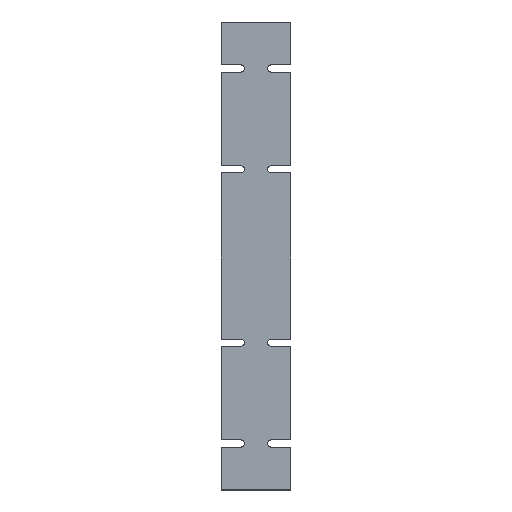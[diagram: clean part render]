
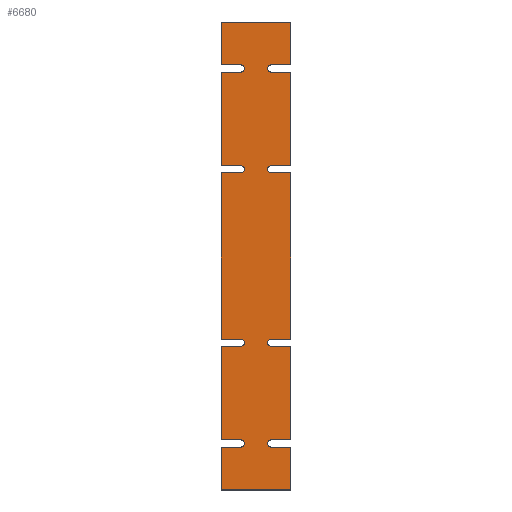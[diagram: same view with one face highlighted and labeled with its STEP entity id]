
A CAD part, top view. The second image highlights one B-rep face of the part: STEP entity #6680.
In plain terms, the highlighted planar face has unit normal (0, 0, 1).
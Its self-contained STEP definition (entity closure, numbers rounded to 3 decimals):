
#120=CARTESIAN_POINT('',(110.,-1324.,30.));
#130=VERTEX_POINT('',#120);
#160=CARTESIAN_POINT('',(250.,-1324.,30.));
#170=DIRECTION('',(-1.,0.,0.));
#180=VECTOR('',#170,1.);
#190=LINE('',#160,#180);
#200=CARTESIAN_POINT('',(250.,-1324.,30.));
#210=VERTEX_POINT('',#200);
#220=EDGE_CURVE('',#210,#130,#190,.T.);
#3550=CARTESIAN_POINT('',(250.,-651.,30.));
#3560=DIRECTION('',(0.,-1.,0.));
#3570=VECTOR('',#3560,1.);
#3580=LINE('',#3550,#3570);
#3590=CARTESIAN_POINT('',(250.,-651.,30.));
#3600=VERTEX_POINT('',#3590);
#3610=EDGE_CURVE('',#3600,#210,#3580,.T.);
#3810=CARTESIAN_POINT('',(-250.,-1685.,30.));
#3820=DIRECTION('',(0.,0.,1.));
#3830=DIRECTION('',(1.,0.,0.));
#3840=AXIS2_PLACEMENT_3D('',#3810,#3820,#3830);
#3850=PLANE('',#3840);
#3860=CARTESIAN_POINT('',(110.,-1376.,30.));
#3870=DIRECTION('',(1.,0.,0.));
#3880=VECTOR('',#3870,1.);
#3890=LINE('',#3860,#3880);
#3900=CARTESIAN_POINT('',(110.,-1376.,30.));
#3910=VERTEX_POINT('',#3900);
#3920=CARTESIAN_POINT('',(250.,-1376.,30.));
#3930=VERTEX_POINT('',#3920);
#3940=EDGE_CURVE('',#3910,#3930,#3890,.T.);
#3950=ORIENTED_EDGE('',*,*,#3940,.F.);
#3960=CARTESIAN_POINT('',(250.,-1376.,30.));
#3970=DIRECTION('',(0.,-1.,0.));
#3980=VECTOR('',#3970,1.);
#3990=LINE('',#3960,#3980);
#4000=CARTESIAN_POINT('',(250.,-1685.,30.));
#4010=VERTEX_POINT('',#4000);
#4020=EDGE_CURVE('',#3930,#4010,#3990,.T.);
#4030=ORIENTED_EDGE('',*,*,#4020,.F.);
#4040=CARTESIAN_POINT('',(250.,-1685.,30.));
#4050=DIRECTION('',(-1.,0.,0.));
#4060=VECTOR('',#4050,1.);
#4070=LINE('',#4040,#4060);
#4080=CARTESIAN_POINT('',(-250.,-1685.,30.));
#4090=VERTEX_POINT('',#4080);
#4100=EDGE_CURVE('',#4010,#4090,#4070,.T.);
#4110=ORIENTED_EDGE('',*,*,#4100,.F.);
#4120=CARTESIAN_POINT('',(-250.,-1685.,30.));
#4130=DIRECTION('',(0.,1.,0.));
#4140=VECTOR('',#4130,1.);
#4150=LINE('',#4120,#4140);
#4160=CARTESIAN_POINT('',(-250.,-1376.,30.));
#4170=VERTEX_POINT('',#4160);
#4180=EDGE_CURVE('',#4090,#4170,#4150,.T.);
#4190=ORIENTED_EDGE('',*,*,#4180,.F.);
#4200=CARTESIAN_POINT('',(-250.,-1376.,30.));
#4210=DIRECTION('',(1.,0.,0.));
#4220=VECTOR('',#4210,1.);
#4230=LINE('',#4200,#4220);
#4240=CARTESIAN_POINT('',(-110.,-1376.,30.));
#4250=VERTEX_POINT('',#4240);
#4260=EDGE_CURVE('',#4170,#4250,#4230,.T.);
#4270=ORIENTED_EDGE('',*,*,#4260,.F.);
#4280=CARTESIAN_POINT('',(-110.,-1350.,30.));
#4290=DIRECTION('',(0.,0.,-1.));
#4300=DIRECTION('',(0.,1.,0.));
#4310=AXIS2_PLACEMENT_3D('',#4280,#4290,#4300);
#4320=CIRCLE('',#4310,26.);
#4330=CARTESIAN_POINT('',(-110.,-1324.,30.));
#4340=VERTEX_POINT('',#4330);
#4350=EDGE_CURVE('',#4340,#4250,#4320,.T.);
#4360=ORIENTED_EDGE('',*,*,#4350,.T.);
#4370=CARTESIAN_POINT('',(-110.,-1324.,30.));
#4380=DIRECTION('',(-1.,0.,0.));
#4390=VECTOR('',#4380,1.);
#4400=LINE('',#4370,#4390);
#4410=CARTESIAN_POINT('',(-250.,-1324.,30.));
#4420=VERTEX_POINT('',#4410);
#4430=EDGE_CURVE('',#4340,#4420,#4400,.T.);
#4440=ORIENTED_EDGE('',*,*,#4430,.F.);
#4450=CARTESIAN_POINT('',(-250.,-1324.,30.));
#4460=DIRECTION('',(0.,1.,0.));
#4470=VECTOR('',#4460,1.);
#4480=LINE('',#4450,#4470);
#4490=CARTESIAN_POINT('',(-250.,-651.,30.));
#4500=VERTEX_POINT('',#4490);
#4510=EDGE_CURVE('',#4420,#4500,#4480,.T.);
#4520=ORIENTED_EDGE('',*,*,#4510,.F.);
#4530=CARTESIAN_POINT('',(-110.,-651.,30.));
#4540=DIRECTION('',(-1.,0.,0.));
#4550=VECTOR('',#4540,1.);
#4560=LINE('',#4530,#4550);
#4570=CARTESIAN_POINT('',(-110.,-651.,30.));
#4580=VERTEX_POINT('',#4570);
#4590=EDGE_CURVE('',#4580,#4500,#4560,.T.);
#4600=ORIENTED_EDGE('',*,*,#4590,.T.);
#4610=CARTESIAN_POINT('',(-110.,-625.,30.));
#4620=DIRECTION('',(0.,0.,-1.));
#4630=DIRECTION('',(0.,1.,0.));
#4640=AXIS2_PLACEMENT_3D('',#4610,#4620,#4630);
#4650=CIRCLE('',#4640,26.);
#4660=CARTESIAN_POINT('',(-110.,-599.,30.));
#4670=VERTEX_POINT('',#4660);
#4680=EDGE_CURVE('',#4670,#4580,#4650,.T.);
#4690=ORIENTED_EDGE('',*,*,#4680,.T.);
#4700=CARTESIAN_POINT('',(-250.,-599.,30.));
#4710=DIRECTION('',(1.,0.,0.));
#4720=VECTOR('',#4710,1.);
#4730=LINE('',#4700,#4720);
#4740=CARTESIAN_POINT('',(-250.,-599.,30.));
#4750=VERTEX_POINT('',#4740);
#4760=EDGE_CURVE('',#4750,#4670,#4730,.T.);
#4770=ORIENTED_EDGE('',*,*,#4760,.T.);
#4780=CARTESIAN_POINT('',(-250.,-599.,30.));
#4790=DIRECTION('',(0.,1.,0.));
#4800=VECTOR('',#4790,1.);
#4810=LINE('',#4780,#4800);
#4820=CARTESIAN_POINT('',(-250.,599.,30.));
#4830=VERTEX_POINT('',#4820);
#4840=EDGE_CURVE('',#4750,#4830,#4810,.T.);
#4850=ORIENTED_EDGE('',*,*,#4840,.F.);
#4860=CARTESIAN_POINT('',(-110.,599.,30.));
#4870=DIRECTION('',(-1.,0.,0.));
#4880=VECTOR('',#4870,1.);
#4890=LINE('',#4860,#4880);
#4900=CARTESIAN_POINT('',(-110.,599.,30.));
#4910=VERTEX_POINT('',#4900);
#4920=EDGE_CURVE('',#4910,#4830,#4890,.T.);
#4930=ORIENTED_EDGE('',*,*,#4920,.T.);
#4940=CARTESIAN_POINT('',(-110.,625.,30.));
#4950=DIRECTION('',(0.,0.,-1.));
#4960=DIRECTION('',(0.,1.,0.));
#4970=AXIS2_PLACEMENT_3D('',#4940,#4950,#4960);
#4980=CIRCLE('',#4970,26.);
#4990=CARTESIAN_POINT('',(-110.,651.,30.));
#5000=VERTEX_POINT('',#4990);
#5010=EDGE_CURVE('',#5000,#4910,#4980,.T.);
#5020=ORIENTED_EDGE('',*,*,#5010,.T.);
#5030=CARTESIAN_POINT('',(-250.,651.,30.));
#5040=DIRECTION('',(1.,0.,0.));
#5050=VECTOR('',#5040,1.);
#5060=LINE('',#5030,#5050);
#5070=CARTESIAN_POINT('',(-250.,651.,30.));
#5080=VERTEX_POINT('',#5070);
#5090=EDGE_CURVE('',#5080,#5000,#5060,.T.);
#5100=ORIENTED_EDGE('',*,*,#5090,.T.);
#5110=CARTESIAN_POINT('',(-250.,651.,30.));
#5120=DIRECTION('',(0.,1.,0.));
#5130=VECTOR('',#5120,1.);
#5140=LINE('',#5110,#5130);
#5150=CARTESIAN_POINT('',(-250.,1324.,30.));
#5160=VERTEX_POINT('',#5150);
#5170=EDGE_CURVE('',#5080,#5160,#5140,.T.);
#5180=ORIENTED_EDGE('',*,*,#5170,.F.);
#5190=CARTESIAN_POINT('',(-250.,1324.,30.));
#5200=DIRECTION('',(1.,0.,0.));
#5210=VECTOR('',#5200,1.);
#5220=LINE('',#5190,#5210);
#5230=CARTESIAN_POINT('',(-110.,1324.,30.));
#5240=VERTEX_POINT('',#5230);
#5250=EDGE_CURVE('',#5160,#5240,#5220,.T.);
#5260=ORIENTED_EDGE('',*,*,#5250,.F.);
#5270=CARTESIAN_POINT('',(-110.,1350.,30.));
#5280=DIRECTION('',(0.,0.,-1.));
#5290=DIRECTION('',(0.,1.,0.));
#5300=AXIS2_PLACEMENT_3D('',#5270,#5280,#5290);
#5310=CIRCLE('',#5300,26.);
#5320=CARTESIAN_POINT('',(-110.,1376.,30.));
#5330=VERTEX_POINT('',#5320);
#5340=EDGE_CURVE('',#5330,#5240,#5310,.T.);
#5350=ORIENTED_EDGE('',*,*,#5340,.T.);
#5360=CARTESIAN_POINT('',(-110.,1376.,30.));
#5370=DIRECTION('',(-1.,0.,0.));
#5380=VECTOR('',#5370,1.);
#5390=LINE('',#5360,#5380);
#5400=CARTESIAN_POINT('',(-250.,1376.,30.));
#5410=VERTEX_POINT('',#5400);
#5420=EDGE_CURVE('',#5330,#5410,#5390,.T.);
#5430=ORIENTED_EDGE('',*,*,#5420,.F.);
#5440=CARTESIAN_POINT('',(-250.,1376.,30.));
#5450=DIRECTION('',(0.,1.,0.));
#5460=VECTOR('',#5450,1.);
#5470=LINE('',#5440,#5460);
#5480=CARTESIAN_POINT('',(-250.,1685.,30.));
#5490=VERTEX_POINT('',#5480);
#5500=EDGE_CURVE('',#5410,#5490,#5470,.T.);
#5510=ORIENTED_EDGE('',*,*,#5500,.F.);
#5520=CARTESIAN_POINT('',(-250.,1685.,30.));
#5530=DIRECTION('',(1.,0.,0.));
#5540=VECTOR('',#5530,1.);
#5550=LINE('',#5520,#5540);
#5560=CARTESIAN_POINT('',(250.,1685.,30.));
#5570=VERTEX_POINT('',#5560);
#5580=EDGE_CURVE('',#5490,#5570,#5550,.T.);
#5590=ORIENTED_EDGE('',*,*,#5580,.F.);
#5600=CARTESIAN_POINT('',(250.,1685.,30.));
#5610=DIRECTION('',(0.,-1.,0.));
#5620=VECTOR('',#5610,1.);
#5630=LINE('',#5600,#5620);
#5640=CARTESIAN_POINT('',(250.,1376.,30.));
#5650=VERTEX_POINT('',#5640);
#5660=EDGE_CURVE('',#5570,#5650,#5630,.T.);
#5670=ORIENTED_EDGE('',*,*,#5660,.F.);
#5680=CARTESIAN_POINT('',(250.,1376.,30.));
#5690=DIRECTION('',(-1.,0.,0.));
#5700=VECTOR('',#5690,1.);
#5710=LINE('',#5680,#5700);
#5720=CARTESIAN_POINT('',(110.,1376.,30.));
#5730=VERTEX_POINT('',#5720);
#5740=EDGE_CURVE('',#5650,#5730,#5710,.T.);
#5750=ORIENTED_EDGE('',*,*,#5740,.F.);
#5760=CARTESIAN_POINT('',(110.,1350.,30.));
#5770=DIRECTION('',(0.,0.,-1.));
#5780=DIRECTION('',(0.,-1.,0.));
#5790=AXIS2_PLACEMENT_3D('',#5760,#5770,#5780);
#5800=CIRCLE('',#5790,26.);
#5810=CARTESIAN_POINT('',(110.,1324.,30.));
#5820=VERTEX_POINT('',#5810);
#5830=EDGE_CURVE('',#5820,#5730,#5800,.T.);
#5840=ORIENTED_EDGE('',*,*,#5830,.T.);
#5850=CARTESIAN_POINT('',(110.,1324.,30.));
#5860=DIRECTION('',(1.,0.,0.));
#5870=VECTOR('',#5860,1.);
#5880=LINE('',#5850,#5870);
#5890=CARTESIAN_POINT('',(250.,1324.,30.));
#5900=VERTEX_POINT('',#5890);
#5910=EDGE_CURVE('',#5820,#5900,#5880,.T.);
#5920=ORIENTED_EDGE('',*,*,#5910,.F.);
#5930=CARTESIAN_POINT('',(250.,1324.,30.));
#5940=DIRECTION('',(0.,-1.,0.));
#5950=VECTOR('',#5940,1.);
#5960=LINE('',#5930,#5950);
#5970=CARTESIAN_POINT('',(250.,651.,30.));
#5980=VERTEX_POINT('',#5970);
#5990=EDGE_CURVE('',#5900,#5980,#5960,.T.);
#6000=ORIENTED_EDGE('',*,*,#5990,.F.);
#6010=CARTESIAN_POINT('',(110.,651.,30.));
#6020=DIRECTION('',(1.,0.,0.));
#6030=VECTOR('',#6020,1.);
#6040=LINE('',#6010,#6030);
#6050=CARTESIAN_POINT('',(110.,651.,30.));
#6060=VERTEX_POINT('',#6050);
#6070=EDGE_CURVE('',#6060,#5980,#6040,.T.);
#6080=ORIENTED_EDGE('',*,*,#6070,.T.);
#6090=CARTESIAN_POINT('',(110.,625.,30.));
#6100=DIRECTION('',(0.,0.,-1.));
#6110=DIRECTION('',(0.,-1.,0.));
#6120=AXIS2_PLACEMENT_3D('',#6090,#6100,#6110);
#6130=CIRCLE('',#6120,26.);
#6140=CARTESIAN_POINT('',(110.,599.,30.));
#6150=VERTEX_POINT('',#6140);
#6160=EDGE_CURVE('',#6150,#6060,#6130,.T.);
#6170=ORIENTED_EDGE('',*,*,#6160,.T.);
#6180=CARTESIAN_POINT('',(250.,599.,30.));
#6190=DIRECTION('',(-1.,0.,0.));
#6200=VECTOR('',#6190,1.);
#6210=LINE('',#6180,#6200);
#6220=CARTESIAN_POINT('',(250.,599.,30.));
#6230=VERTEX_POINT('',#6220);
#6240=EDGE_CURVE('',#6230,#6150,#6210,.T.);
#6250=ORIENTED_EDGE('',*,*,#6240,.T.);
#6260=CARTESIAN_POINT('',(250.,599.,30.));
#6270=DIRECTION('',(0.,-1.,0.));
#6280=VECTOR('',#6270,1.);
#6290=LINE('',#6260,#6280);
#6300=CARTESIAN_POINT('',(250.,-599.,30.));
#6310=VERTEX_POINT('',#6300);
#6320=EDGE_CURVE('',#6230,#6310,#6290,.T.);
#6330=ORIENTED_EDGE('',*,*,#6320,.F.);
#6340=CARTESIAN_POINT('',(110.,-599.,30.));
#6350=DIRECTION('',(1.,0.,0.));
#6360=VECTOR('',#6350,1.);
#6370=LINE('',#6340,#6360);
#6380=CARTESIAN_POINT('',(110.,-599.,30.));
#6390=VERTEX_POINT('',#6380);
#6400=EDGE_CURVE('',#6390,#6310,#6370,.T.);
#6410=ORIENTED_EDGE('',*,*,#6400,.T.);
#6420=CARTESIAN_POINT('',(110.,-625.,30.));
#6430=DIRECTION('',(0.,0.,-1.));
#6440=DIRECTION('',(0.,-1.,0.));
#6450=AXIS2_PLACEMENT_3D('',#6420,#6430,#6440);
#6460=CIRCLE('',#6450,26.);
#6470=CARTESIAN_POINT('',(110.,-651.,30.));
#6480=VERTEX_POINT('',#6470);
#6490=EDGE_CURVE('',#6480,#6390,#6460,.T.);
#6500=ORIENTED_EDGE('',*,*,#6490,.T.);
#6510=CARTESIAN_POINT('',(250.,-651.,30.));
#6520=DIRECTION('',(-1.,0.,0.));
#6530=VECTOR('',#6520,1.);
#6540=LINE('',#6510,#6530);
#6550=EDGE_CURVE('',#3600,#6480,#6540,.T.);
#6560=ORIENTED_EDGE('',*,*,#6550,.T.);
#6570=ORIENTED_EDGE('',*,*,#3610,.F.);
#6580=ORIENTED_EDGE('',*,*,#220,.F.);
#6590=CARTESIAN_POINT('',(110.,-1350.,30.));
#6600=DIRECTION('',(0.,0.,-1.));
#6610=DIRECTION('',(0.,-1.,0.));
#6620=AXIS2_PLACEMENT_3D('',#6590,#6600,#6610);
#6630=CIRCLE('',#6620,26.);
#6640=EDGE_CURVE('',#3910,#130,#6630,.T.);
#6650=ORIENTED_EDGE('',*,*,#6640,.T.);
#6660=EDGE_LOOP('',(#6650,#6580,#6570,#6560,#6500,#6410,#6330,#6250,
#6170,#6080,#6000,#5920,#5840,#5750,#5670,#5590,#5510,#5430,#5350,#5260,
#5180,#5100,#5020,#4930,#4850,#4770,#4690,#4600,#4520,#4440,#4360,#4270,
#4190,#4110,#4030,#3950));
#6670=FACE_OUTER_BOUND('',#6660,.T.);
#6680=ADVANCED_FACE('',(#6670),#3850,.T.);
